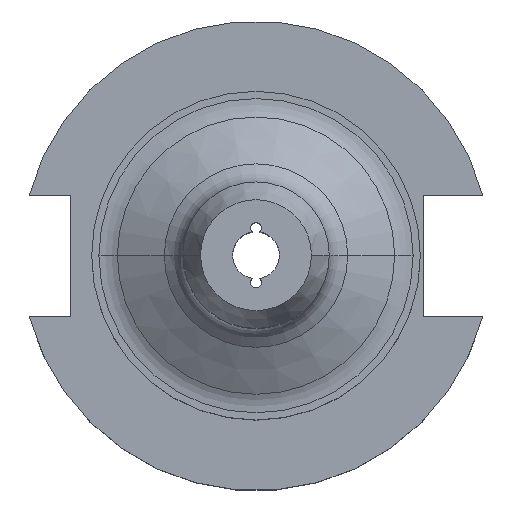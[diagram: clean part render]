
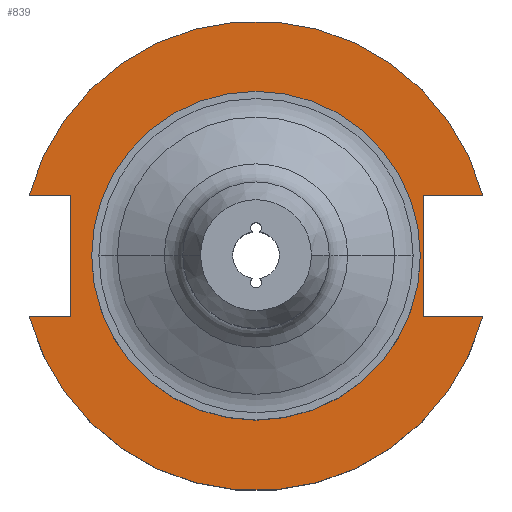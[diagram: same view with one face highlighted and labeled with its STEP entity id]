
A CAD part, top view. The second image highlights one B-rep face of the part: STEP entity #839.
In plain terms, the highlighted planar face has unit normal (0, 0, 1).
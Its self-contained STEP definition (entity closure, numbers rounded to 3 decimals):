
#14 = ORIENTED_EDGE ( 'NONE', *, *, #583, .T. ) ;
#19 = AXIS2_PLACEMENT_3D ( 'NONE', #1563, #1000, #1542 ) ;
#41 = DIRECTION ( 'NONE',  ( 0., 0., 1. ) ) ;
#51 = VECTOR ( 'NONE', #315, 1000. ) ;
#78 = FACE_OUTER_BOUND ( 'NONE', #687, .T. ) ;
#89 = VERTEX_POINT ( 'NONE', #354 ) ;
#91 = DIRECTION ( 'NONE',  ( 1., 0., 0. ) ) ;
#112 = ORIENTED_EDGE ( 'NONE', *, *, #243, .F. ) ;
#123 = EDGE_CURVE ( 'NONE', #1302, #890, #1504, .T. ) ;
#150 = EDGE_CURVE ( 'NONE', #328, #89, #1339, .T. ) ;
#154 = CARTESIAN_POINT ( 'NONE',  ( 0., 8.191, 19.05 ) ) ;
#160 = CARTESIAN_POINT ( 'NONE',  ( -25.091, 8.191, 19.05 ) ) ;
#192 = DIRECTION ( 'NONE',  ( 0., 0., 1. ) ) ;
#193 = CIRCLE ( 'NONE', #1578, 31.75 ) ;
#214 = CARTESIAN_POINT ( 'NONE',  ( -61.091, -8.191, 19.05 ) ) ;
#243 = EDGE_CURVE ( 'NONE', #644, #1861, #1386, .T. ) ;
#300 = VERTEX_POINT ( 'NONE', #1571 ) ;
#315 = DIRECTION ( 'NONE',  ( 1., 0., 0. ) ) ;
#328 = VERTEX_POINT ( 'NONE', #1893 ) ;
#354 = CARTESIAN_POINT ( 'NONE',  ( -25.091, -8.191, 19.05 ) ) ;
#497 = CARTESIAN_POINT ( 'NONE',  ( 0., 0., 19.05 ) ) ;
#504 = LINE ( 'NONE', #1569, #1384 ) ;
#510 = ORIENTED_EDGE ( 'NONE', *, *, #698, .T. ) ;
#514 = ORIENTED_EDGE ( 'NONE', *, *, #123, .T. ) ;
#516 = DIRECTION ( 'NONE',  ( 1., 0., 0. ) ) ;
#521 = DIRECTION ( 'NONE',  ( 1., 0., 0. ) ) ;
#545 = CARTESIAN_POINT ( 'NONE',  ( -30.675, 8.191, 19.05 ) ) ;
#570 = CARTESIAN_POINT ( 'NONE',  ( 22.225, 0., 19.05 ) ) ;
#571 = ORIENTED_EDGE ( 'NONE', *, *, #1071, .F. ) ;
#583 = EDGE_CURVE ( 'NONE', #1238, #671, #193, .T. ) ;
#585 = DIRECTION ( 'NONE',  ( 1., 0., 0. ) ) ;
#610 = EDGE_CURVE ( 'NONE', #1066, #89, #1316, .T. ) ;
#612 = DIRECTION ( 'NONE',  ( -1., 0., 0. ) ) ;
#636 = EDGE_CURVE ( 'NONE', #1861, #644, #1431, .T. ) ;
#644 = VERTEX_POINT ( 'NONE', #682 ) ;
#671 = VERTEX_POINT ( 'NONE', #545 ) ;
#682 = CARTESIAN_POINT ( 'NONE',  ( -22.225, 0., 19.05 ) ) ;
#683 = VECTOR ( 'NONE', #1841, 1000. ) ;
#686 = EDGE_CURVE ( 'NONE', #1302, #300, #504, .T. ) ;
#687 = EDGE_LOOP ( 'NONE', ( #893, #1023, #510, #1128, #514, #571, #14, #1419 ) ) ;
#698 = EDGE_CURVE ( 'NONE', #328, #300, #1296, .T. ) ;
#753 = AXIS2_PLACEMENT_3D ( 'NONE', #1899, #1443, #1894 ) ;
#771 = CARTESIAN_POINT ( 'NONE',  ( -61.091, 8.191, 19.05 ) ) ;
#799 = EDGE_LOOP ( 'NONE', ( #1903, #112 ) ) ;
#806 = CARTESIAN_POINT ( 'NONE',  ( 0., 0., 19.05 ) ) ;
#836 = CARTESIAN_POINT ( 'NONE',  ( 22.606, -8.191, 19.05 ) ) ;
#839 = ADVANCED_FACE ( 'NONE', ( #1201, #78 ), #892, .F. ) ;
#842 = LINE ( 'NONE', #154, #1248 ) ;
#890 = VERTEX_POINT ( 'NONE', #1140 ) ;
#892 = PLANE ( 'NONE',  #753 ) ;
#893 = ORIENTED_EDGE ( 'NONE', *, *, #610, .T. ) ;
#1000 = DIRECTION ( 'NONE',  ( 0., 0., 1. ) ) ;
#1023 = ORIENTED_EDGE ( 'NONE', *, *, #150, .F. ) ;
#1066 = VERTEX_POINT ( 'NONE', #160 ) ;
#1071 = EDGE_CURVE ( 'NONE', #1238, #890, #842, .T. ) ;
#1099 = EDGE_CURVE ( 'NONE', #671, #1066, #1225, .T. ) ;
#1108 = CARTESIAN_POINT ( 'NONE',  ( 22.606, 22.225, 19.05 ) ) ;
#1118 = VECTOR ( 'NONE', #1414, 1000. ) ;
#1128 = ORIENTED_EDGE ( 'NONE', *, *, #686, .F. ) ;
#1140 = CARTESIAN_POINT ( 'NONE',  ( 22.606, 8.191, 19.05 ) ) ;
#1201 = FACE_BOUND ( 'NONE', #799, .T. ) ;
#1203 = CARTESIAN_POINT ( 'NONE',  ( 30.675, 8.191, 19.05 ) ) ;
#1225 = LINE ( 'NONE', #771, #51 ) ;
#1228 = VECTOR ( 'NONE', #1520, 1000. ) ;
#1238 = VERTEX_POINT ( 'NONE', #1203 ) ;
#1248 = VECTOR ( 'NONE', #612, 1000. ) ;
#1296 = CIRCLE ( 'NONE', #19, 31.75 ) ;
#1298 = CARTESIAN_POINT ( 'NONE',  ( 0., 0., 19.05 ) ) ;
#1302 = VERTEX_POINT ( 'NONE', #836 ) ;
#1316 = LINE ( 'NONE', #1814, #1228 ) ;
#1339 = LINE ( 'NONE', #214, #1118 ) ;
#1384 = VECTOR ( 'NONE', #91, 1000. ) ;
#1386 = CIRCLE ( 'NONE', #1873, 22.225 ) ;
#1414 = DIRECTION ( 'NONE',  ( 1., 0., 0. ) ) ;
#1419 = ORIENTED_EDGE ( 'NONE', *, *, #1099, .T. ) ;
#1431 = CIRCLE ( 'NONE', #1473, 22.225 ) ;
#1436 = DIRECTION ( 'NONE',  ( 0., 0., 1. ) ) ;
#1443 = DIRECTION ( 'NONE',  ( 0., 0., -1. ) ) ;
#1473 = AXIS2_PLACEMENT_3D ( 'NONE', #806, #192, #516 ) ;
#1504 = LINE ( 'NONE', #1108, #683 ) ;
#1520 = DIRECTION ( 'NONE',  ( 0., -1., 0. ) ) ;
#1542 = DIRECTION ( 'NONE',  ( 1., 0., 0. ) ) ;
#1563 = CARTESIAN_POINT ( 'NONE',  ( 0., 0., 19.05 ) ) ;
#1569 = CARTESIAN_POINT ( 'NONE',  ( 0., -8.191, 19.05 ) ) ;
#1571 = CARTESIAN_POINT ( 'NONE',  ( 30.675, -8.191, 19.05 ) ) ;
#1578 = AXIS2_PLACEMENT_3D ( 'NONE', #497, #41, #521 ) ;
#1814 = CARTESIAN_POINT ( 'NONE',  ( -25.091, 8.191, 19.05 ) ) ;
#1841 = DIRECTION ( 'NONE',  ( 0., 1., 0. ) ) ;
#1861 = VERTEX_POINT ( 'NONE', #570 ) ;
#1873 = AXIS2_PLACEMENT_3D ( 'NONE', #1298, #1436, #585 ) ;
#1893 = CARTESIAN_POINT ( 'NONE',  ( -30.675, -8.191, 19.05 ) ) ;
#1894 = DIRECTION ( 'NONE',  ( -1., 0., 0. ) ) ;
#1899 = CARTESIAN_POINT ( 'NONE',  ( 0., 22.225, 19.05 ) ) ;
#1903 = ORIENTED_EDGE ( 'NONE', *, *, #636, .F. ) ;
